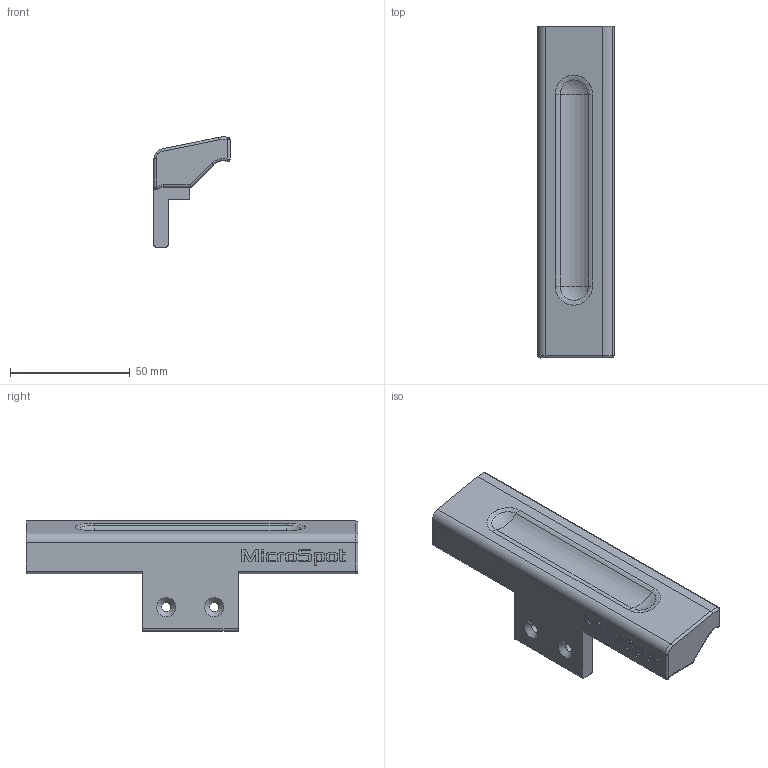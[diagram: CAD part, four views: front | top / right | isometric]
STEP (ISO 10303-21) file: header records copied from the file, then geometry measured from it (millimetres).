
FILE_DESCRIPTION(('FreeCAD Model'),'2;1');
FILE_NAME('LAxisShield.step','2018-01-17T16:11:10',('Author'),('' ),'Open CASCADE STEP processor 6.9','FreeCAD','Unknown');
FILE_SCHEMA(('AUTOMOTIVE_DESIGN_CC2 { 1 2 10303 214 -1 1 5 4 }'));
Length unit declared in the file: millimetre
Products named in the file (1): LAxisShield
Bounding box: 31.8 x 138.5 x 46 mm (x, y, z)
Volume: 55595.9 mm3; surface area: 17175.9 mm2
Topology: 1 solids, 1 shells, 188 faces, 499 edges, 324 vertices
Faces by surface type: plane 114, extrusion 36, cylinder 25, sphere 5, torus 4, bspline 2, cone 2
Full cylindrical faces by diameter (mm): 3.8 x2
Entity records: 12710 total; most frequent: CARTESIAN_POINT 2905, DIRECTION 1706, VECTOR 1274, LINE 1238, ORIENTED_EDGE 992, PCURVE 992, DEFINITIONAL_REPRESENTATION 992, EDGE_CURVE 496
